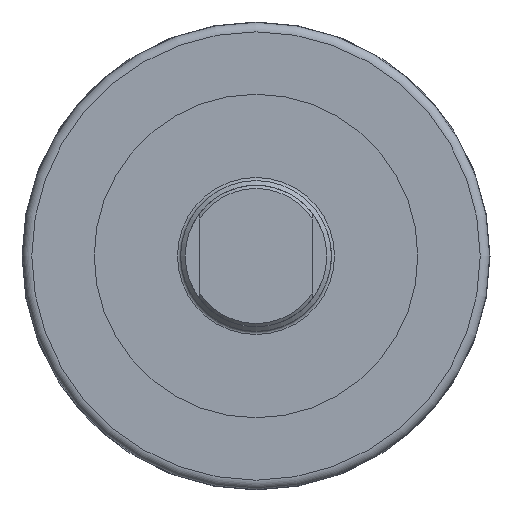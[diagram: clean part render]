
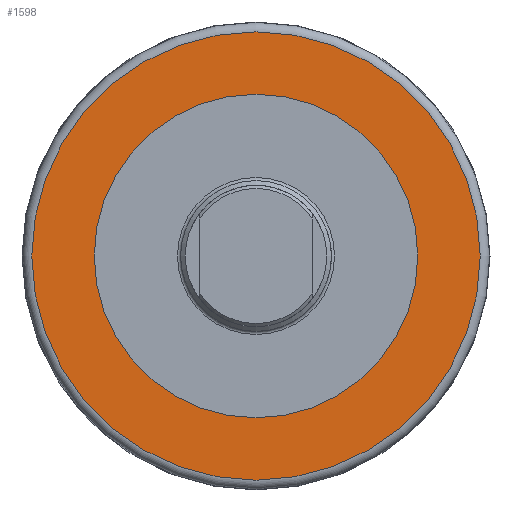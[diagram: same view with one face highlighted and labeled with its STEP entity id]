
A CAD part, left-side view. The second image highlights one B-rep face of the part: STEP entity #1598.
In plain terms, the highlighted planar face has unit normal (-1, 0, 0).
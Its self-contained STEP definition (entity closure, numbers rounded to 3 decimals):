
#84=FACE_BOUND('',#334,.T.);
#143=CIRCLE('',#1762,50.7);
#146=CIRCLE('',#1766,71.373);
#147=CIRCLE('',#1767,71.373);
#240=FACE_OUTER_BOUND('',#333,.T.);
#333=EDGE_LOOP('',(#1312,#1313));
#334=EDGE_LOOP('',(#1314));
#709=VERTEX_POINT('',#2801);
#712=VERTEX_POINT('',#2809);
#713=VERTEX_POINT('',#2810);
#922=EDGE_CURVE('',#709,#709,#143,.T.);
#926=EDGE_CURVE('',#712,#713,#146,.T.);
#927=EDGE_CURVE('',#713,#712,#147,.T.);
#1312=ORIENTED_EDGE('',*,*,#926,.F.);
#1313=ORIENTED_EDGE('',*,*,#927,.F.);
#1314=ORIENTED_EDGE('',*,*,#922,.T.);
#1524=PLANE('',#1765);
#1598=ADVANCED_FACE('',(#240,#84),#1524,.T.);
#1762=AXIS2_PLACEMENT_3D('',#2802,#2137,#2138);
#1765=AXIS2_PLACEMENT_3D('',#2808,#2144,#2145);
#1766=AXIS2_PLACEMENT_3D('',#2811,#2146,#2147);
#1767=AXIS2_PLACEMENT_3D('',#2812,#2148,#2149);
#2137=DIRECTION('center_axis',(1.,0.,0.));
#2138=DIRECTION('ref_axis',(0.,1.,0.));
#2144=DIRECTION('center_axis',(-1.,0.,0.));
#2145=DIRECTION('ref_axis',(0.,0.,
-1.));
#2146=DIRECTION('center_axis',(1.,0.,0.));
#2147=DIRECTION('ref_axis',(0.,1.,0.));
#2148=DIRECTION('center_axis',(1.,0.,0.));
#2149=DIRECTION('ref_axis',(0.,1.,0.));
#2801=CARTESIAN_POINT('',(108.8,-50.7,0.));
#2802=CARTESIAN_POINT('Origin',(108.8,0.,0.));
#2808=CARTESIAN_POINT('Origin',(108.8,-65.416,0.));
#2809=CARTESIAN_POINT('',(108.8,-71.373,0.));
#2810=CARTESIAN_POINT('',(108.8,0.,-71.373));
#2811=CARTESIAN_POINT('Origin',(108.8,0.,0.));
#2812=CARTESIAN_POINT('Origin',(108.8,0.,0.));
